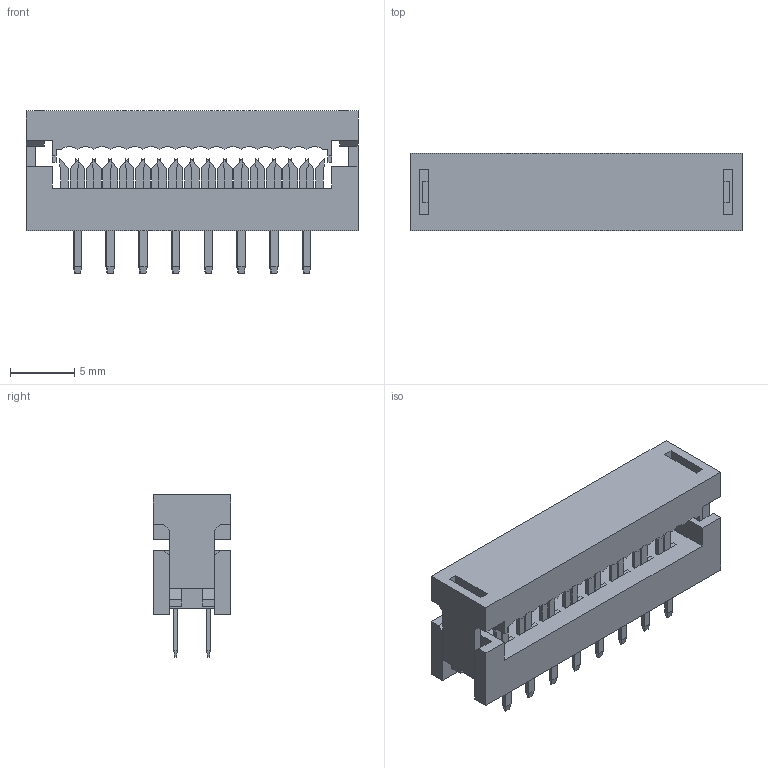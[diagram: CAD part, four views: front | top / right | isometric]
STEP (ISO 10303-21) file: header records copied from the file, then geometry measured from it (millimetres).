
FILE_DESCRIPTION(/* description */ ('Unknown'),/* implementation_level */ '2;1');
FILE_NAME(/* name */ '61201622323',/* time_stamp */ '2017-05-17T10:00:23+02:00',/* author */ ('Unknown'),/* organization */ ('Unknown'),/* preprocessor_version */ 'ST-DEVELOPER v16.7',/* originating_system */ 'DEX',/* authorisation */ $);
FILE_SCHEMA (('AUTOMOTIVE_DESIGN {1 0 10303 214 3 1 1}'));
Length unit declared in the file: millimetre
Products named in the file (4): 6120xx22323_Open; 61201622323; 6120xx22323_PIN; 61201622323_PAD
Assembly tree (18 placements, depth 2):
  6120xx22323_Open
    61201622323
    6120xx22323_PIN  x16
    61201622323_PAD
Bounding box: 25.77 x 6 x 12.6 mm (x, y, z)
Volume: 912.3 mm3; surface area: 1882.6 mm2
Topology: 18 solids, 18 shells, 741 faces, 1985 edges, 1278 vertices
Faces by surface type: plane 709, cylinder 32
Entity records: 11887 total; most frequent: CARTESIAN_POINT 2079, ORIENTED_EDGE 2050, DIRECTION 1827, EDGE_CURVE 1025, LINE 959, VECTOR 959, VERTEX_POINT 678, AXIS2_PLACEMENT_3D 434
